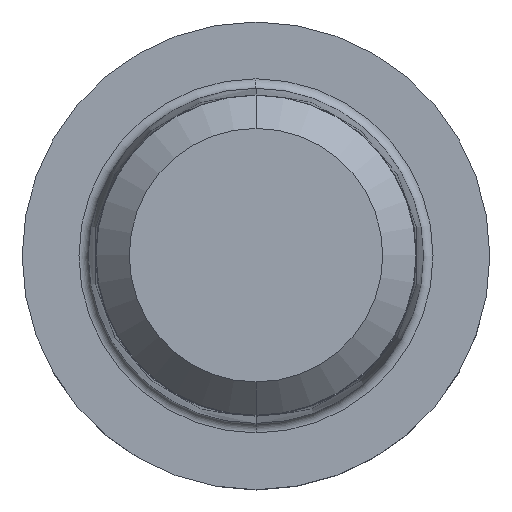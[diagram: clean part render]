
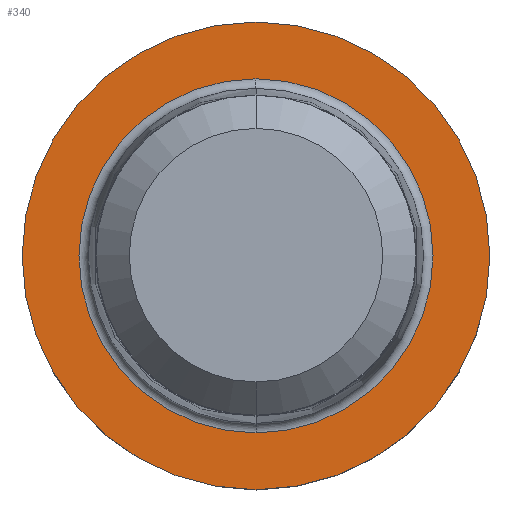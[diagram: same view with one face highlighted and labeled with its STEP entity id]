
A CAD part, top view. The second image highlights one B-rep face of the part: STEP entity #340.
In plain terms, the highlighted planar face has unit normal (0, 0, 1).
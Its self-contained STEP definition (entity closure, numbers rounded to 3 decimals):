
#204=VERTEX_POINT('',#496);
#208=EDGE_CURVE('',#212,#270,#500,.T.);
#212=VERTEX_POINT('',#504);
#234=EDGE_CURVE('',#372,#204,#528,.T.);
#270=VERTEX_POINT('',#568);
#318=EDGE_CURVE('',#204,#372,#628,.T.);
#340=ADVANCED_FACE('',(#654,#655),#656,.T.);
#370=EDGE_CURVE('',#270,#212,#688,.T.);
#372=VERTEX_POINT('',#690);
#496=CARTESIAN_POINT('',(0.,-7.42,0.01));
#500=CIRCLE('',#834,9.8);
#504=CARTESIAN_POINT('',(0.,-9.8,0.01));
#528=CIRCLE('',#872,7.42);
#568=CARTESIAN_POINT('',(0.0,9.8,0.01));
#628=CIRCLE('',#987,7.42);
#654=FACE_OUTER_BOUND('',#1015,.T.);
#655=FACE_BOUND('',#1016,.T.);
#656=PLANE('',#1017);
#688=CIRCLE('',#1061,9.8);
#690=CARTESIAN_POINT('',(0.0,7.42,0.01));
#834=AXIS2_PLACEMENT_3D('',#1215,#1216,#1217);
#872=AXIS2_PLACEMENT_3D('',#1246,#1247,#1248);
#987=AXIS2_PLACEMENT_3D('',#1392,#1393,#1394);
#1015=EDGE_LOOP('',(#1434,#1435));
#1016=EDGE_LOOP('',(#1436,#1437));
#1017=AXIS2_PLACEMENT_3D('',#1438,#1439,#1440);
#1061=AXIS2_PLACEMENT_3D('',#1468,#1469,#1470);
#1215=CARTESIAN_POINT('',(0.0,0.0,0.01));
#1216=DIRECTION('',(0.0,0.0,-1.0));
#1217=DIRECTION('',(0.0,1.0,0.0));
#1246=CARTESIAN_POINT('',(0.0,0.0,0.01));
#1247=DIRECTION('',(0.0,0.0,-1.0));
#1248=DIRECTION('',(0.0,1.0,0.0));
#1392=CARTESIAN_POINT('',(0.0,0.0,0.01));
#1393=DIRECTION('',(0.0,0.0,-1.0));
#1394=DIRECTION('',(0.0,1.0,0.0));
#1434=ORIENTED_EDGE('',*,*,#370,.F.);
#1435=ORIENTED_EDGE('',*,*,#208,.F.);
#1436=ORIENTED_EDGE('',*,*,#234,.T.);
#1437=ORIENTED_EDGE('',*,*,#318,.T.);
#1438=CARTESIAN_POINT('',(0.0,4.9,0.01));
#1439=DIRECTION('',(-0.0,0.0,1.0));
#1440=DIRECTION('',(0.0,-1.0,0.0));
#1468=CARTESIAN_POINT('',(0.0,0.0,0.01));
#1469=DIRECTION('',(0.0,0.0,-1.0));
#1470=DIRECTION('',(0.0,1.0,0.0));
